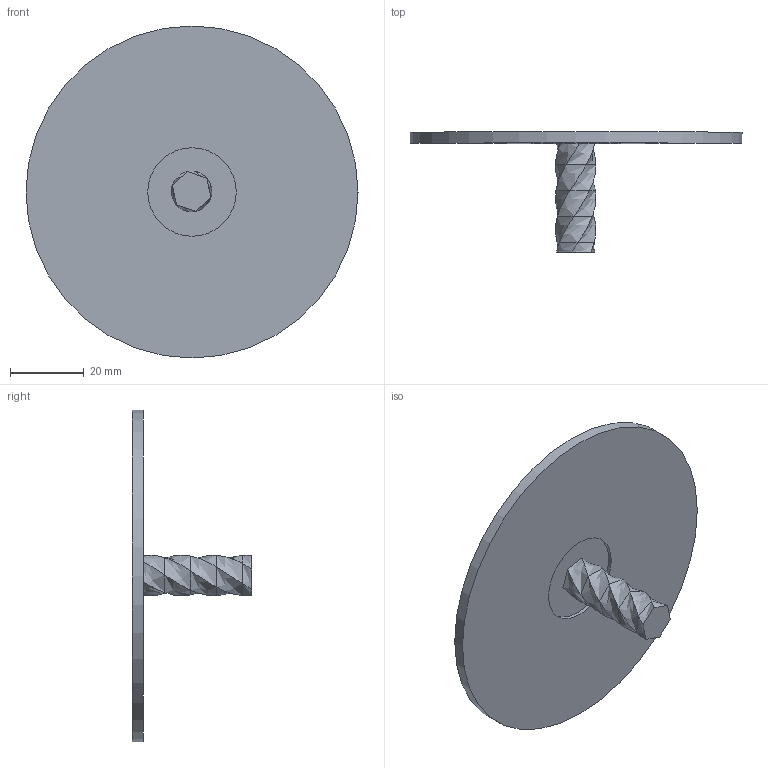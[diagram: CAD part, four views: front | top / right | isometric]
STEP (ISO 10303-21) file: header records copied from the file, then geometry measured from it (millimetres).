
FILE_DESCRIPTION(/* description */ (''),/* implementation_level */ '2;1');
FILE_NAME(/* name */ 'Top lid.step',/* time_stamp */ '2024-02-06T19:25:43+05:30',/* author */ (''),/* organization */ (''),/* preprocessor_version */ 'ST-DEVELOPER v20',/* originating_system */ 'Autodesk Translation Framework v12.14.0.127',/* authorisation */ '');
FILE_SCHEMA (('AUTOMOTIVE_DESIGN { 1 0 10303 214 3 1 1 }','FEATURE_BASED_PROCESS_PLANNING'));
Length unit declared in the file: centimetre
Products named in the file (2): Top lid; Twist Rod
Assembly tree (1 placements, depth 2):
  Top lid
    Twist Rod
Bounding box: 90 x 32.52 x 90 mm (x, y, z)
Volume: 21027.6 mm3; surface area: 14671.2 mm2
Topology: 1 solids, 1 shells, 36 faces, 72 edges, 40 vertices
Faces by surface type: bspline 30, plane 4, cylinder 2
Full cylindrical faces by diameter (mm): 24 x1, 90 x1
Entity records: 1487 total; most frequent: CARTESIAN_POINT 919, ORIENTED_EDGE 144, EDGE_CURVE 72, B_SPLINE_CURVE_WITH_KNOTS 66, VERTEX_POINT 40, EDGE_LOOP 38, FACE_OUTER_BOUND 36, ADVANCED_FACE 36
